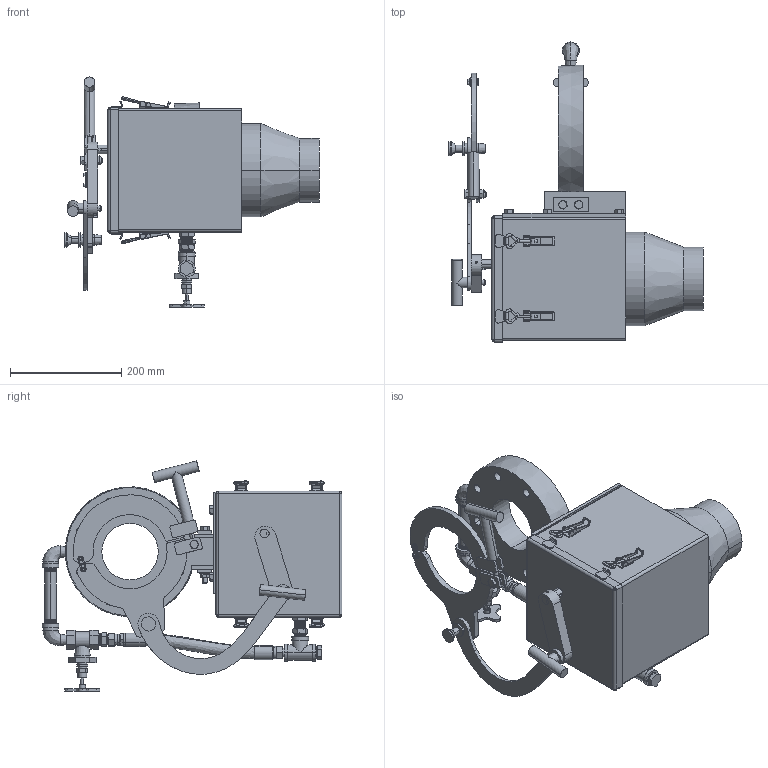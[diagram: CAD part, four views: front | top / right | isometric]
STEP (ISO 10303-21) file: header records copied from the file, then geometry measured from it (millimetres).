
FILE_DESCRIPTION (( 'STEP AP214' ), '1' );
FILE_NAME ('WPO-2000.STEP', '2019-12-05T19:27:48', ( '' ), ( '' ), 'SwSTEP 2.0', 'SolidWorks 2019', '' );
FILE_SCHEMA (( 'AUTOMOTIVE_DESIGN' ));
Length unit declared in the file: inch
Products named in the file (1): WPO-2000
Bounding box: 457.52 x 539.56 x 413.98 mm (x, y, z)
Volume: 16899564.9 mm3; surface area: 746647.3 mm2
Topology: 2 solids, 2 shells, 1687 faces, 4270 edges, 2632 vertices
Faces by surface type: plane 661, cylinder 621, cone 260, torus 104, bspline 39, sphere 2
Entity records: 81595 total; most frequent: CARTESIAN_POINT 31125, DIRECTION 8546, ORIENTED_EDGE 8524, EDGE_CURVE 4262, AXIS2_PLACEMENT_3D 3272, VERTEX_POINT 2632, VECTOR 2002, LINE 2002
